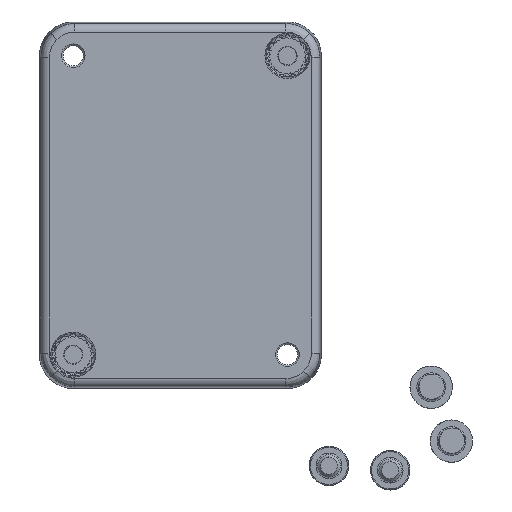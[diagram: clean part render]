
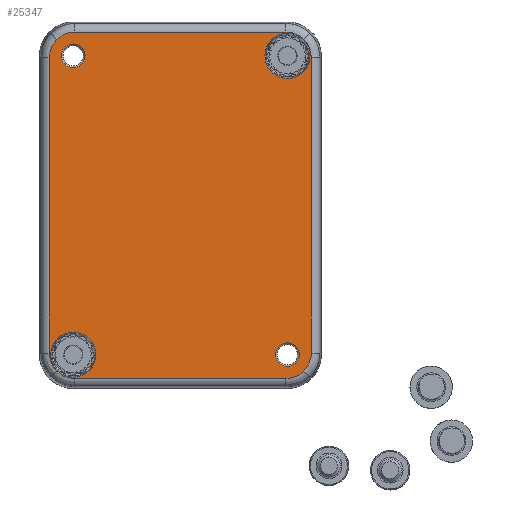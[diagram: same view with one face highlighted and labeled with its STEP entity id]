
A CAD part, front view. The second image highlights one B-rep face of the part: STEP entity #25347.
In plain terms, the highlighted planar face has unit normal (0, -1, 0).
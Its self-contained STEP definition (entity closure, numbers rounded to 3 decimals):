
#19333 = VERTEX_POINT('',#19334);
#19334 = CARTESIAN_POINT('',(19.,-26.5,22.5));
#19340 = EDGE_CURVE('',#19341,#19333,#19343,.T.);
#19341 = VERTEX_POINT('',#19342);
#19342 = CARTESIAN_POINT('',(19.,-26.5,30.5));
#19343 = CIRCLE('',#19344,4.);
#19344 = AXIS2_PLACEMENT_3D('',#19345,#19346,#19347);
#19345 = CARTESIAN_POINT('',(19.,-26.5,26.5));
#19346 = DIRECTION('',(0.,-1.,0.));
#19347 = DIRECTION('',(0.,0.,-1.));
#19420 = VERTEX_POINT('',#19421);
#19421 = CARTESIAN_POINT('',(-19.,-26.5,-30.5));
#19427 = EDGE_CURVE('',#19428,#19420,#19430,.T.);
#19428 = VERTEX_POINT('',#19429);
#19429 = CARTESIAN_POINT('',(-19.,-26.5,-22.5));
#19430 = CIRCLE('',#19431,4.);
#19431 = AXIS2_PLACEMENT_3D('',#19432,#19433,#19434);
#19432 = CARTESIAN_POINT('',(-19.,-26.5,-26.5));
#19433 = DIRECTION('',(0.,-1.,0.));
#19434 = DIRECTION('',(0.,0.,-1.));
#19460 = VERTEX_POINT('',#19461);
#19461 = CARTESIAN_POINT('',(-19.,-26.5,28.6));
#19479 = VERTEX_POINT('',#19480);
#19480 = CARTESIAN_POINT('',(-19.,-26.5,24.4));
#19486 = EDGE_CURVE('',#19479,#19460,#19487,.T.);
#19487 = CIRCLE('',#19488,2.1);
#19488 = AXIS2_PLACEMENT_3D('',#19489,#19490,#19491);
#19489 = CARTESIAN_POINT('',(-19.,-26.5,26.5));
#19490 = DIRECTION('',(0.,1.,0.));
#19491 = DIRECTION('',(0.,-0.,1.));
#19502 = VERTEX_POINT('',#19503);
#19503 = CARTESIAN_POINT('',(19.,-26.5,-24.4));
#19521 = VERTEX_POINT('',#19522);
#19522 = CARTESIAN_POINT('',(19.,-26.5,-28.6));
#19528 = EDGE_CURVE('',#19521,#19502,#19529,.T.);
#19529 = CIRCLE('',#19530,2.1);
#19530 = AXIS2_PLACEMENT_3D('',#19531,#19532,#19533);
#19531 = CARTESIAN_POINT('',(19.,-26.5,-26.5));
#19532 = DIRECTION('',(0.,1.,0.));
#19533 = DIRECTION('',(0.,-0.,1.));
#19789 = VERTEX_POINT('',#19790);
#19790 = CARTESIAN_POINT('',(21.899,-26.5,29.399));
#19797 = EDGE_CURVE('',#19798,#19789,#19800,.T.);
#19798 = VERTEX_POINT('',#19799);
#19799 = CARTESIAN_POINT('',(23.217,-26.5,26.217));
#19800 = ( BOUNDED_CURVE() B_SPLINE_CURVE(3,(#19801,#19802,#19803,#19804
),.UNSPECIFIED.,.F.,.F.) B_SPLINE_CURVE_WITH_KNOTS((4,4),(5.498
,6.283),.PIECEWISE_BEZIER_KNOTS.) CURVE() 
GEOMETRIC_REPRESENTATION_ITEM() RATIONAL_B_SPLINE_CURVE((1.,
0.949,0.949,1.)) REPRESENTATION_ITEM('') );
#19801 = CARTESIAN_POINT('',(23.217,-26.5,26.217));
#19802 = CARTESIAN_POINT('',(23.217,-26.5,27.427));
#19803 = CARTESIAN_POINT('',(22.754,-26.5,28.544));
#19804 = CARTESIAN_POINT('',(21.899,-26.5,29.399));
#19847 = VERTEX_POINT('',#19848);
#19848 = CARTESIAN_POINT('',(-21.899,-26.5,29.399));
#19855 = EDGE_CURVE('',#19856,#19847,#19858,.T.);
#19856 = VERTEX_POINT('',#19857);
#19857 = CARTESIAN_POINT('',(-18.717,-26.5,30.717));
#19858 = ( BOUNDED_CURVE() B_SPLINE_CURVE(3,(#19859,#19860,#19861,#19862
),.UNSPECIFIED.,.F.,.F.) B_SPLINE_CURVE_WITH_KNOTS((4,4),(5.498
,6.283),.PIECEWISE_BEZIER_KNOTS.) CURVE() 
GEOMETRIC_REPRESENTATION_ITEM() RATIONAL_B_SPLINE_CURVE((1.,
0.949,0.949,1.)) REPRESENTATION_ITEM('') );
#19859 = CARTESIAN_POINT('',(-18.717,-26.5,30.717));
#19860 = CARTESIAN_POINT('',(-19.927,-26.5,30.717));
#19861 = CARTESIAN_POINT('',(-21.044,-26.5,30.254));
#19862 = CARTESIAN_POINT('',(-21.899,-26.5,29.399));
#19905 = VERTEX_POINT('',#19906);
#19906 = CARTESIAN_POINT('',(-21.899,-26.5,-29.399));
#19913 = EDGE_CURVE('',#19914,#19905,#19916,.T.);
#19914 = VERTEX_POINT('',#19915);
#19915 = CARTESIAN_POINT('',(-23.217,-26.5,-26.217));
#19916 = ( BOUNDED_CURVE() B_SPLINE_CURVE(3,(#19917,#19918,#19919,#19920
),.UNSPECIFIED.,.F.,.F.) B_SPLINE_CURVE_WITH_KNOTS((4,4),(5.498
,6.283),.PIECEWISE_BEZIER_KNOTS.) CURVE() 
GEOMETRIC_REPRESENTATION_ITEM() RATIONAL_B_SPLINE_CURVE((1.,
0.949,0.949,1.)) REPRESENTATION_ITEM('') );
#19917 = CARTESIAN_POINT('',(-23.217,-26.5,-26.217));
#19918 = CARTESIAN_POINT('',(-23.217,-26.5,-27.427));
#19919 = CARTESIAN_POINT('',(-22.754,-26.5,-28.544));
#19920 = CARTESIAN_POINT('',(-21.899,-26.5,-29.399));
#19963 = VERTEX_POINT('',#19964);
#19964 = CARTESIAN_POINT('',(21.899,-26.5,-29.399));
#19971 = EDGE_CURVE('',#19972,#19963,#19974,.T.);
#19972 = VERTEX_POINT('',#19973);
#19973 = CARTESIAN_POINT('',(18.717,-26.5,-30.717));
#19974 = ( BOUNDED_CURVE() B_SPLINE_CURVE(3,(#19975,#19976,#19977,#19978
),.UNSPECIFIED.,.F.,.F.) B_SPLINE_CURVE_WITH_KNOTS((4,4),(5.498
,6.283),.PIECEWISE_BEZIER_KNOTS.) CURVE() 
GEOMETRIC_REPRESENTATION_ITEM() RATIONAL_B_SPLINE_CURVE((1.,
0.949,0.949,1.)) REPRESENTATION_ITEM('') );
#19975 = CARTESIAN_POINT('',(18.717,-26.5,-30.717));
#19976 = CARTESIAN_POINT('',(19.927,-26.5,-30.717));
#19977 = CARTESIAN_POINT('',(21.044,-26.5,-30.254));
#19978 = CARTESIAN_POINT('',(21.899,-26.5,-29.399));
#25347 = ADVANCED_FACE('',(#25348,#25358,#25368,#25378,#25388),#25454,
  .T.);
#25348 = FACE_BOUND('',#25349,.T.);
#25349 = EDGE_LOOP('',(#25350,#25357));
#25350 = ORIENTED_EDGE('',*,*,#25351,.F.);
#25351 = EDGE_CURVE('',#19333,#19341,#25352,.T.);
#25352 = CIRCLE('',#25353,4.);
#25353 = AXIS2_PLACEMENT_3D('',#25354,#25355,#25356);
#25354 = CARTESIAN_POINT('',(19.,-26.5,26.5));
#25355 = DIRECTION('',(0.,-1.,0.));
#25356 = DIRECTION('',(0.,0.,-1.));
#25357 = ORIENTED_EDGE('',*,*,#19340,.F.);
#25358 = FACE_BOUND('',#25359,.T.);
#25359 = EDGE_LOOP('',(#25360,#25367));
#25360 = ORIENTED_EDGE('',*,*,#25361,.F.);
#25361 = EDGE_CURVE('',#19420,#19428,#25362,.T.);
#25362 = CIRCLE('',#25363,4.);
#25363 = AXIS2_PLACEMENT_3D('',#25364,#25365,#25366);
#25364 = CARTESIAN_POINT('',(-19.,-26.5,-26.5));
#25365 = DIRECTION('',(0.,-1.,0.));
#25366 = DIRECTION('',(0.,0.,-1.));
#25367 = ORIENTED_EDGE('',*,*,#19427,.F.);
#25368 = FACE_BOUND('',#25369,.T.);
#25369 = EDGE_LOOP('',(#25370,#25377));
#25370 = ORIENTED_EDGE('',*,*,#25371,.T.);
#25371 = EDGE_CURVE('',#19460,#19479,#25372,.T.);
#25372 = CIRCLE('',#25373,2.1);
#25373 = AXIS2_PLACEMENT_3D('',#25374,#25375,#25376);
#25374 = CARTESIAN_POINT('',(-19.,-26.5,26.5));
#25375 = DIRECTION('',(0.,1.,0.));
#25376 = DIRECTION('',(0.,-0.,1.));
#25377 = ORIENTED_EDGE('',*,*,#19486,.T.);
#25378 = FACE_BOUND('',#25379,.T.);
#25379 = EDGE_LOOP('',(#25380,#25387));
#25380 = ORIENTED_EDGE('',*,*,#25381,.T.);
#25381 = EDGE_CURVE('',#19502,#19521,#25382,.T.);
#25382 = CIRCLE('',#25383,2.1);
#25383 = AXIS2_PLACEMENT_3D('',#25384,#25385,#25386);
#25384 = CARTESIAN_POINT('',(19.,-26.5,-26.5));
#25385 = DIRECTION('',(0.,1.,0.));
#25386 = DIRECTION('',(0.,-0.,1.));
#25387 = ORIENTED_EDGE('',*,*,#19528,.T.);
#25388 = FACE_BOUND('',#25389,.T.);
#25389 = EDGE_LOOP('',(#25390,#25398,#25399,#25408,#25414,#25415,#25424,
    #25430,#25431,#25440,#25446,#25447));
#25390 = ORIENTED_EDGE('',*,*,#25391,.T.);
#25391 = EDGE_CURVE('',#25392,#19972,#25394,.T.);
#25392 = VERTEX_POINT('',#25393);
#25393 = CARTESIAN_POINT('',(-18.717,-26.5,-30.717));
#25394 = LINE('',#25395,#25396);
#25395 = CARTESIAN_POINT('',(25.,-26.5,-30.717));
#25396 = VECTOR('',#25397,1.);
#25397 = DIRECTION('',(1.,-0.,-0.));
#25398 = ORIENTED_EDGE('',*,*,#19971,.T.);
#25399 = ORIENTED_EDGE('',*,*,#25400,.T.);
#25400 = EDGE_CURVE('',#19963,#25401,#25403,.T.);
#25401 = VERTEX_POINT('',#25402);
#25402 = CARTESIAN_POINT('',(23.217,-26.5,-26.217));
#25403 = ( BOUNDED_CURVE() B_SPLINE_CURVE(3,(#25404,#25405,#25406,#25407
),.UNSPECIFIED.,.F.,.F.) B_SPLINE_CURVE_WITH_KNOTS((4,4),(0.,
0.785),.PIECEWISE_BEZIER_KNOTS.) CURVE() 
GEOMETRIC_REPRESENTATION_ITEM() RATIONAL_B_SPLINE_CURVE((1.,
0.949,0.949,1.)) REPRESENTATION_ITEM('') );
#25404 = CARTESIAN_POINT('',(21.899,-26.5,-29.399));
#25405 = CARTESIAN_POINT('',(22.754,-26.5,-28.544));
#25406 = CARTESIAN_POINT('',(23.217,-26.5,-27.427));
#25407 = CARTESIAN_POINT('',(23.217,-26.5,-26.217));
#25408 = ORIENTED_EDGE('',*,*,#25409,.T.);
#25409 = EDGE_CURVE('',#25401,#19798,#25410,.T.);
#25410 = LINE('',#25411,#25412);
#25411 = CARTESIAN_POINT('',(23.217,-26.5,-32.5));
#25412 = VECTOR('',#25413,1.);
#25413 = DIRECTION('',(-0.,-0.,1.));
#25414 = ORIENTED_EDGE('',*,*,#19797,.T.);
#25415 = ORIENTED_EDGE('',*,*,#25416,.T.);
#25416 = EDGE_CURVE('',#19789,#25417,#25419,.T.);
#25417 = VERTEX_POINT('',#25418);
#25418 = CARTESIAN_POINT('',(18.717,-26.5,30.717));
#25419 = ( BOUNDED_CURVE() B_SPLINE_CURVE(3,(#25420,#25421,#25422,#25423
),.UNSPECIFIED.,.F.,.F.) B_SPLINE_CURVE_WITH_KNOTS((4,4),(0.,
0.785),.PIECEWISE_BEZIER_KNOTS.) CURVE() 
GEOMETRIC_REPRESENTATION_ITEM() RATIONAL_B_SPLINE_CURVE((1.,
0.949,0.949,1.)) REPRESENTATION_ITEM('') );
#25420 = CARTESIAN_POINT('',(21.899,-26.5,29.399));
#25421 = CARTESIAN_POINT('',(21.044,-26.5,30.254));
#25422 = CARTESIAN_POINT('',(19.927,-26.5,30.717));
#25423 = CARTESIAN_POINT('',(18.717,-26.5,30.717));
#25424 = ORIENTED_EDGE('',*,*,#25425,.T.);
#25425 = EDGE_CURVE('',#25417,#19856,#25426,.T.);
#25426 = LINE('',#25427,#25428);
#25427 = CARTESIAN_POINT('',(25.,-26.5,30.717));
#25428 = VECTOR('',#25429,1.);
#25429 = DIRECTION('',(-1.,-0.,-0.));
#25430 = ORIENTED_EDGE('',*,*,#19855,.T.);
#25431 = ORIENTED_EDGE('',*,*,#25432,.T.);
#25432 = EDGE_CURVE('',#19847,#25433,#25435,.T.);
#25433 = VERTEX_POINT('',#25434);
#25434 = CARTESIAN_POINT('',(-23.217,-26.5,26.217));
#25435 = ( BOUNDED_CURVE() B_SPLINE_CURVE(3,(#25436,#25437,#25438,#25439
),.UNSPECIFIED.,.F.,.F.) B_SPLINE_CURVE_WITH_KNOTS((4,4),(0.,
0.785),.PIECEWISE_BEZIER_KNOTS.) CURVE() 
GEOMETRIC_REPRESENTATION_ITEM() RATIONAL_B_SPLINE_CURVE((1.,
0.949,0.949,1.)) REPRESENTATION_ITEM('') );
#25436 = CARTESIAN_POINT('',(-21.899,-26.5,29.399));
#25437 = CARTESIAN_POINT('',(-22.754,-26.5,28.544));
#25438 = CARTESIAN_POINT('',(-23.217,-26.5,27.427));
#25439 = CARTESIAN_POINT('',(-23.217,-26.5,26.217));
#25440 = ORIENTED_EDGE('',*,*,#25441,.T.);
#25441 = EDGE_CURVE('',#25433,#19914,#25442,.T.);
#25442 = LINE('',#25443,#25444);
#25443 = CARTESIAN_POINT('',(-23.217,-26.5,-32.5));
#25444 = VECTOR('',#25445,1.);
#25445 = DIRECTION('',(-0.,-0.,-1.));
#25446 = ORIENTED_EDGE('',*,*,#19913,.T.);
#25447 = ORIENTED_EDGE('',*,*,#25448,.T.);
#25448 = EDGE_CURVE('',#19905,#25392,#25449,.T.);
#25449 = ( BOUNDED_CURVE() B_SPLINE_CURVE(3,(#25450,#25451,#25452,#25453
),.UNSPECIFIED.,.F.,.F.) B_SPLINE_CURVE_WITH_KNOTS((4,4),(0.,
0.785),.PIECEWISE_BEZIER_KNOTS.) CURVE() 
GEOMETRIC_REPRESENTATION_ITEM() RATIONAL_B_SPLINE_CURVE((1.,
0.949,0.949,1.)) REPRESENTATION_ITEM('') );
#25450 = CARTESIAN_POINT('',(-21.899,-26.5,-29.399));
#25451 = CARTESIAN_POINT('',(-21.044,-26.5,-30.254));
#25452 = CARTESIAN_POINT('',(-19.927,-26.5,-30.717));
#25453 = CARTESIAN_POINT('',(-18.717,-26.5,-30.717));
#25454 = PLANE('',#25455);
#25455 = AXIS2_PLACEMENT_3D('',#25456,#25457,#25458);
#25456 = CARTESIAN_POINT('',(25.,-26.5,-32.5));
#25457 = DIRECTION('',(0.,-1.,0.));
#25458 = DIRECTION('',(0.,-0.,-1.));
